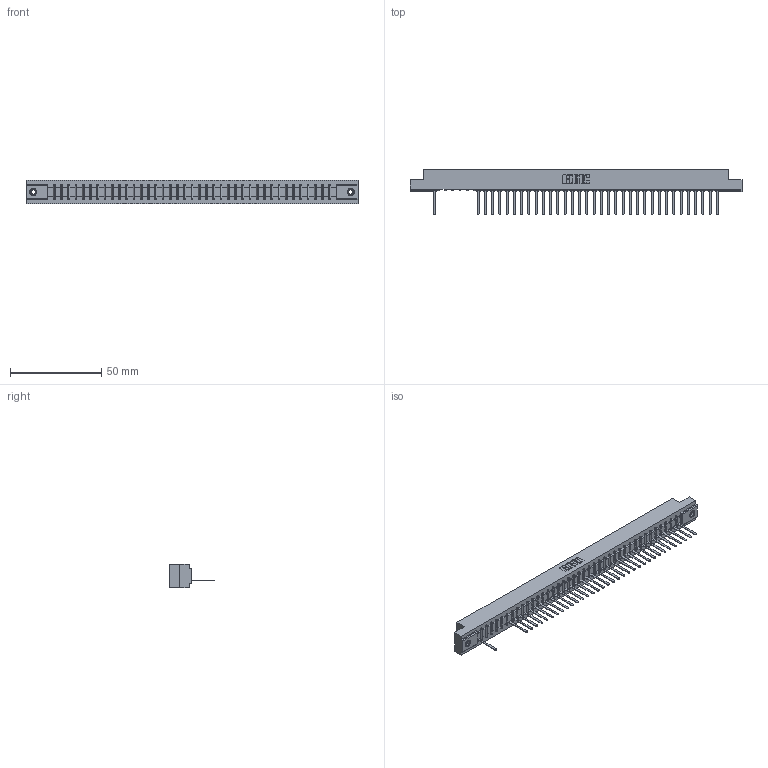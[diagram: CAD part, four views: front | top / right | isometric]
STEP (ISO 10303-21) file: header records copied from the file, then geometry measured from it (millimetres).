
FILE_DESCRIPTION (( 'STEP AP203' ), '1' );
FILE_NAME ('357-040-541-107.STEP', '2018-08-11T05:23:42', ( '' ), ( '' ), 'SwSTEP 2.0', 'SolidWorks 2016', '' );
FILE_SCHEMA (( 'CONFIG_CONTROL_DESIGN' ));
Length unit declared in the file: inch
Products named in the file (4): 345-250-001_345-250-005-103; 357-040-541-107; 307 Part_.156 Dia Mounting Holes; 307-290-002_541
Assembly tree (38 placements, depth 2):
  357-040-541-107
    307 Part_.156 Dia Mounting Holes
    307-290-002_541  x35
    345-250-001_345-250-005-103  x2
Bounding box: 181.51 x 24.59 x 12.7 mm (x, y, z)
Volume: 19349.4 mm3; surface area: 24026.6 mm2
Topology: 38 solids, 38 shells, 2909 faces, 8899 edges, 5814 vertices
Faces by surface type: plane 1737, cylinder 1074, sphere 82, cone 12, torus 4
Entity records: 36281 total; most frequent: CARTESIAN_POINT 6122, ORIENTED_EDGE 6110, DIRECTION 5953, EDGE_CURVE 3055, VECTOR 2339, LINE 2339, VERTEX_POINT 1976, AXIS2_PLACEMENT_3D 1807
